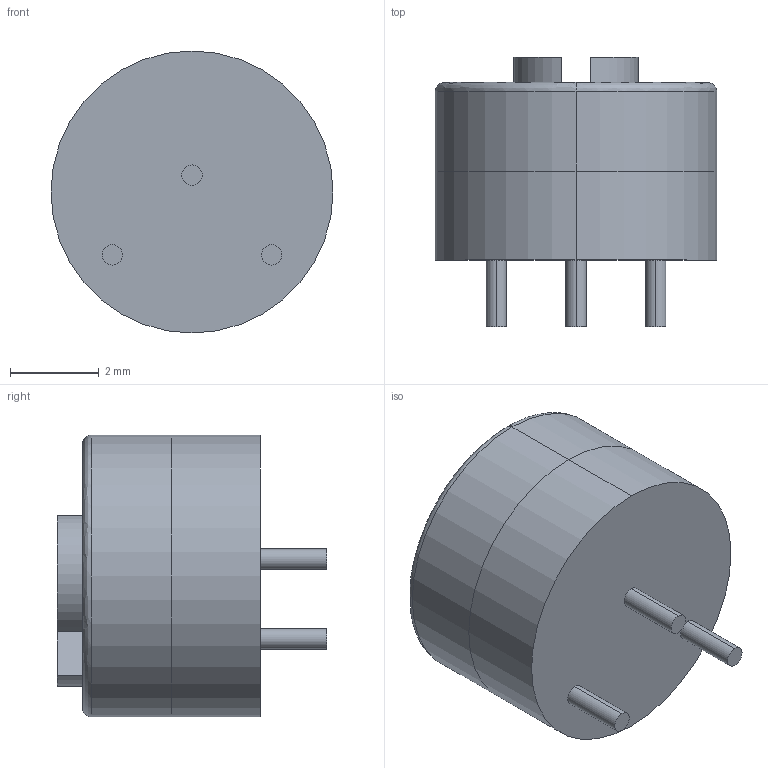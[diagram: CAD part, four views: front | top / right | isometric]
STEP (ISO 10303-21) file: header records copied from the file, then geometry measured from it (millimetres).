
FILE_DESCRIPTION (( 'STEP AP214' ), '1' );
FILE_NAME ('User Library-3329H.STEP', '2020-02-22T05:57:52', ( '' ), ( '' ), 'SwSTEP 2.0', 'SolidWorks 2019', '' );
FILE_SCHEMA (( 'AUTOMOTIVE_DESIGN' ));
Length unit declared in the file: millimetre
Products named in the file (1): User Library-3329H
Bounding box: 6.35 x 6.07 x 6.35 mm (x, y, z)
Volume: 127 mm3; surface area: 231.1 mm2
Topology: 5 solids, 5 shells, 39 faces, 76 edges, 48 vertices
Faces by surface type: cylinder 19, plane 18, bspline 2
Entity records: 1527 total; most frequent: CARTESIAN_POINT 200, DIRECTION 190, ORIENTED_EDGE 152, AXIS2_PLACEMENT_3D 78, EDGE_CURVE 76, VERTEX_POINT 48, UNCERTAINTY_MEASURE_WITH_UNIT 46, FILL_AREA_STYLE_COLOUR 45
